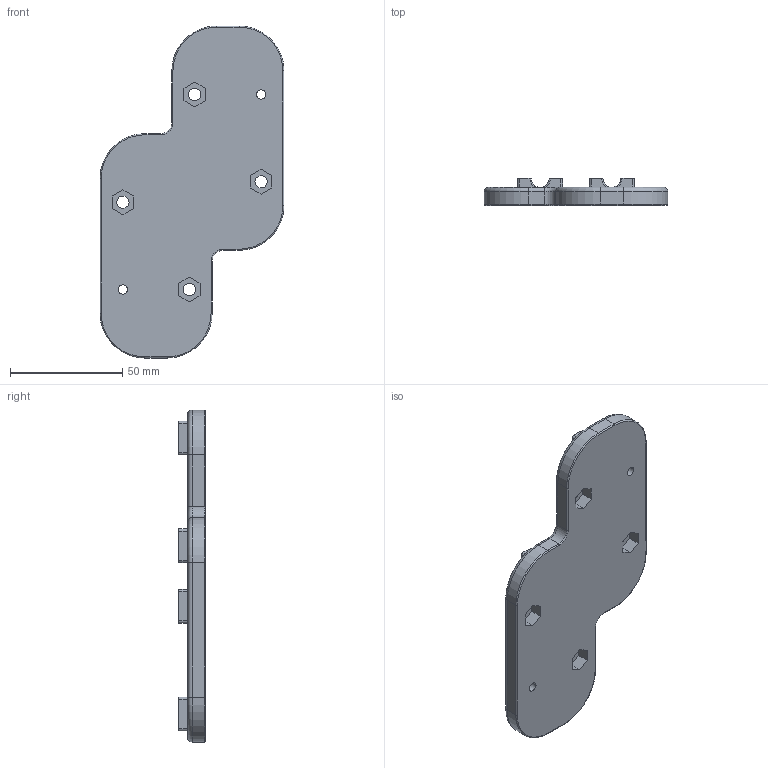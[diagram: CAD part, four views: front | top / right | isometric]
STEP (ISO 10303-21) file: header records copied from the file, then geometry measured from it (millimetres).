
FILE_DESCRIPTION((''),'2;1');
FILE_NAME('VALVE_DOUBLE_BASEPLATE','2024-09-30T22:02:45',('weiss'),(''),'CREO PARAMETRIC BY PTC INC, 2022014','CREO PARAMETRIC BY PTC INC, 2022014','');
FILE_SCHEMA(('CONFIG_CONTROL_DESIGN'));
Length unit declared in the file: millimetre
Products named in the file (1): VALVE_DOUBLE_BASEPLATE
Bounding box: 82 x 12 x 148 mm (x, y, z)
Volume: 65027.6 mm3; surface area: 22856.8 mm2
Topology: 1 solids, 1 shells, 192 faces, 485 edges, 309 vertices
Faces by surface type: plane 82, cylinder 74, torus 32, cone 4
Entity records: 5939 total; most frequent: CARTESIAN_POINT 1107, DIRECTION 1058, ORIENTED_EDGE 970, EDGE_CURVE 485, AXIS2_PLACEMENT_3D 399, VERTEX_POINT 309, VECTOR 260, LINE 260
